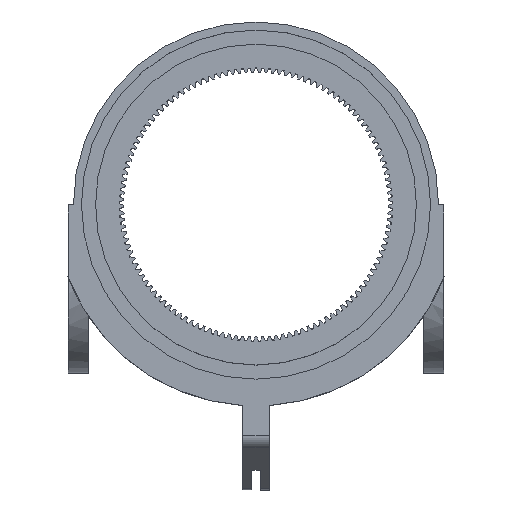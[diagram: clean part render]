
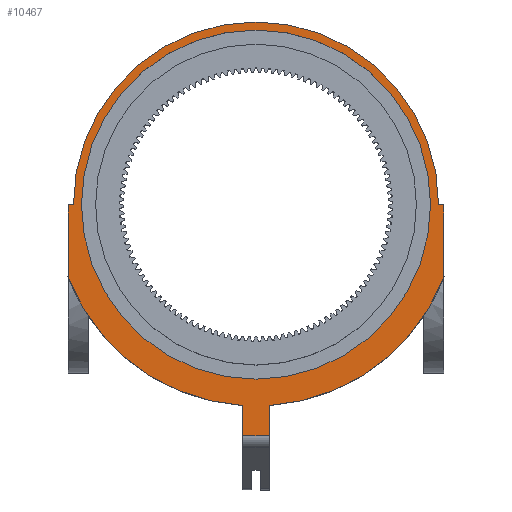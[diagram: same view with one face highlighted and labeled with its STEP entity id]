
A CAD part, top view. The second image highlights one B-rep face of the part: STEP entity #10467.
In plain terms, the highlighted planar face has unit normal (0, 0, 1).
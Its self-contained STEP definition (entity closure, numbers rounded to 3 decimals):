
#21=FACE_BOUND('',#993,.T.);
#35=PLANE('',#11046);
#437=FACE_OUTER_BOUND('',#992,.T.);
#992=EDGE_LOOP('',(#7068,#7069,#7070,#7071,#7072,#7073,#7074,#7075,#7076,
#7077,#7078,#7079,#7080,#7081));
#993=EDGE_LOOP('',(#7082));
#1559=LINE('',#15470,#2646);
#1563=LINE('',#15479,#2650);
#1579=LINE('',#15528,#2666);
#1580=LINE('',#15530,#2667);
#1581=LINE('',#15534,#2668);
#1582=LINE('',#15538,#2669);
#1583=LINE('',#15542,#2670);
#1584=LINE('',#15544,#2671);
#1585=LINE('',#15547,#2672);
#2646=VECTOR('',#12161,10.);
#2650=VECTOR('',#12169,10.);
#2666=VECTOR('',#12207,360.);
#2667=VECTOR('',#12208,10.);
#2668=VECTOR('',#12211,10.);
#2669=VECTOR('',#12214,10.);
#2670=VECTOR('',#12217,10.);
#2671=VECTOR('',#12218,360.);
#2672=VECTOR('',#12221,10.);
#3735=CIRCLE('',#11047,750.);
#3736=CIRCLE('',#11048,5.);
#3737=CIRCLE('',#11049,680.);
#3738=CIRCLE('',#11050,5.);
#3739=CIRCLE('',#11051,750.);
#3740=CIRCLE('',#11052,650.);
#4287=VERTEX_POINT('',#15463);
#4290=VERTEX_POINT('',#15468);
#4293=VERTEX_POINT('',#15477);
#4314=VERTEX_POINT('',#15525);
#4315=VERTEX_POINT('',#15527);
#4316=VERTEX_POINT('',#15529);
#4317=VERTEX_POINT('',#15531);
#4318=VERTEX_POINT('',#15533);
#4319=VERTEX_POINT('',#15535);
#4320=VERTEX_POINT('',#15537);
#4321=VERTEX_POINT('',#15539);
#4322=VERTEX_POINT('',#15541);
#4323=VERTEX_POINT('',#15543);
#4324=VERTEX_POINT('',#15545);
#4325=VERTEX_POINT('',#15548);
#5387=EDGE_CURVE('',#4290,#4287,#1559,.T.);
#5392=EDGE_CURVE('',#4290,#4293,#1563,.T.);
#5415=EDGE_CURVE('',#4314,#4293,#3735,.T.);
#5416=EDGE_CURVE('',#4315,#4314,#1579,.T.);
#5417=EDGE_CURVE('',#4316,#4315,#1580,.T.);
#5418=EDGE_CURVE('',#4317,#4316,#3736,.T.);
#5419=EDGE_CURVE('',#4317,#4318,#1581,.T.);
#5420=EDGE_CURVE('',#4319,#4318,#3737,.T.);
#5421=EDGE_CURVE('',#4320,#4319,#1582,.T.);
#5422=EDGE_CURVE('',#4320,#4321,#3738,.T.);
#5423=EDGE_CURVE('',#4322,#4321,#1583,.T.);
#5424=EDGE_CURVE('',#4323,#4322,#1584,.T.);
#5425=EDGE_CURVE('',#4324,#4323,#3739,.T.);
#5426=EDGE_CURVE('',#4287,#4324,#1585,.T.);
#5427=EDGE_CURVE('',#4325,#4325,#3740,.T.);
#7068=ORIENTED_EDGE('',*,*,#5387,.F.);
#7069=ORIENTED_EDGE('',*,*,#5392,.T.);
#7070=ORIENTED_EDGE('',*,*,#5415,.F.);
#7071=ORIENTED_EDGE('',*,*,#5416,.F.);
#7072=ORIENTED_EDGE('',*,*,#5417,.F.);
#7073=ORIENTED_EDGE('',*,*,#5418,.F.);
#7074=ORIENTED_EDGE('',*,*,#5419,.T.);
#7075=ORIENTED_EDGE('',*,*,#5420,.F.);
#7076=ORIENTED_EDGE('',*,*,#5421,.F.);
#7077=ORIENTED_EDGE('',*,*,#5422,.T.);
#7078=ORIENTED_EDGE('',*,*,#5423,.F.);
#7079=ORIENTED_EDGE('',*,*,#5424,.F.);
#7080=ORIENTED_EDGE('',*,*,#5425,.F.);
#7081=ORIENTED_EDGE('',*,*,#5426,.F.);
#7082=ORIENTED_EDGE('',*,*,#5427,.T.);
#10467=ADVANCED_FACE('',(#437,#21),#35,.T.);
#11046=AXIS2_PLACEMENT_3D('',#15524,#12203,#12204);
#11047=AXIS2_PLACEMENT_3D('',#15526,#12205,#12206);
#11048=AXIS2_PLACEMENT_3D('',#15532,#12209,#12210);
#11049=AXIS2_PLACEMENT_3D('',#15536,#12212,#12213);
#11050=AXIS2_PLACEMENT_3D('',#15540,#12215,#12216);
#11051=AXIS2_PLACEMENT_3D('',#15546,#12219,#12220);
#11052=AXIS2_PLACEMENT_3D('',#15549,#12222,#12223);
#12161=DIRECTION('',(-1.,0.,0.));
#12169=DIRECTION('',(0.,1.,0.));
#12203=DIRECTION('center_axis',(0.,0.,1.));
#12204=DIRECTION('ref_axis',(1.,0.,0.));
#12205=DIRECTION('center_axis',(0.,0.,-1.));
#12206=DIRECTION('ref_axis',(-1.,0.,0.));
#12207=DIRECTION('',(1.,0.,0.));
#12208=DIRECTION('',(0.,-1.,0.));
#12209=DIRECTION('center_axis',(0.,0.,-1.));
#12210=DIRECTION('ref_axis',(0.707,0.707,0.));
#12211=DIRECTION('',(-1.,0.,0.));
#12212=DIRECTION('center_axis',(0.,0.,-1.));
#12213=DIRECTION('ref_axis',(1.,0.,0.));
#12214=DIRECTION('',(1.,0.,0.));
#12215=DIRECTION('center_axis',(0.,0.,1.));
#12216=DIRECTION('ref_axis',(-0.707,0.707,0.));
#12217=DIRECTION('',(0.,1.,0.));
#12218=DIRECTION('',(1.,0.,0.));
#12219=DIRECTION('center_axis',(0.,0.,-1.));
#12220=DIRECTION('ref_axis',(-1.,0.,0.));
#12221=DIRECTION('',(0.,1.,0.));
#12222=DIRECTION('center_axis',(0.,0.,-1.));
#12223=DIRECTION('ref_axis',(1.,0.,0.));
#15463=CARTESIAN_POINT('',(-50.,-860.313,62.5));
#15468=CARTESIAN_POINT('',(50.,-860.313,62.5));
#15470=CARTESIAN_POINT('',(-340.,-860.313,62.5));
#15477=CARTESIAN_POINT('',(50.,-748.331,62.5));
#15479=CARTESIAN_POINT('',(50.,-750.,62.5));
#15524=CARTESIAN_POINT('Origin',(-680.,0.,62.5));
#15525=CARTESIAN_POINT('',(700.518,-267.909,62.5));
#15526=CARTESIAN_POINT('Origin',(0.,0.,62.5));
#15527=CARTESIAN_POINT('',(700.,-267.909,62.5));
#15528=CARTESIAN_POINT('',(662.5,-267.909,62.5));
#15529=CARTESIAN_POINT('',(700.,-5.,62.5));
#15530=CARTESIAN_POINT('',(700.,-300.123,62.5));
#15531=CARTESIAN_POINT('',(695.,0.,62.5));
#15532=CARTESIAN_POINT('Origin',(695.,-5.,62.5));
#15533=CARTESIAN_POINT('',(680.,0.,62.5));
#15534=CARTESIAN_POINT('',(662.5,0.,62.5));
#15535=CARTESIAN_POINT('',(-680.,0.,62.5));
#15536=CARTESIAN_POINT('Origin',(0.,0.,62.5));
#15537=CARTESIAN_POINT('',(-695.,0.,62.5));
#15538=CARTESIAN_POINT('',(-662.5,0.,62.5));
#15539=CARTESIAN_POINT('',(-700.,-5.,62.5));
#15540=CARTESIAN_POINT('Origin',(-695.,-5.,62.5));
#15541=CARTESIAN_POINT('',(-700.,-267.909,62.5));
#15542=CARTESIAN_POINT('',(-700.,-300.123,62.5));
#15543=CARTESIAN_POINT('',(-700.518,-267.909,62.5));
#15544=CARTESIAN_POINT('',(662.5,-267.909,62.5));
#15545=CARTESIAN_POINT('',(-50.,-748.331,62.5));
#15546=CARTESIAN_POINT('Origin',(0.,0.,62.5));
#15547=CARTESIAN_POINT('',(-50.,-750.,62.5));
#15548=CARTESIAN_POINT('',(650.,0.,62.5));
#15549=CARTESIAN_POINT('Origin',(0.,0.,62.5));
